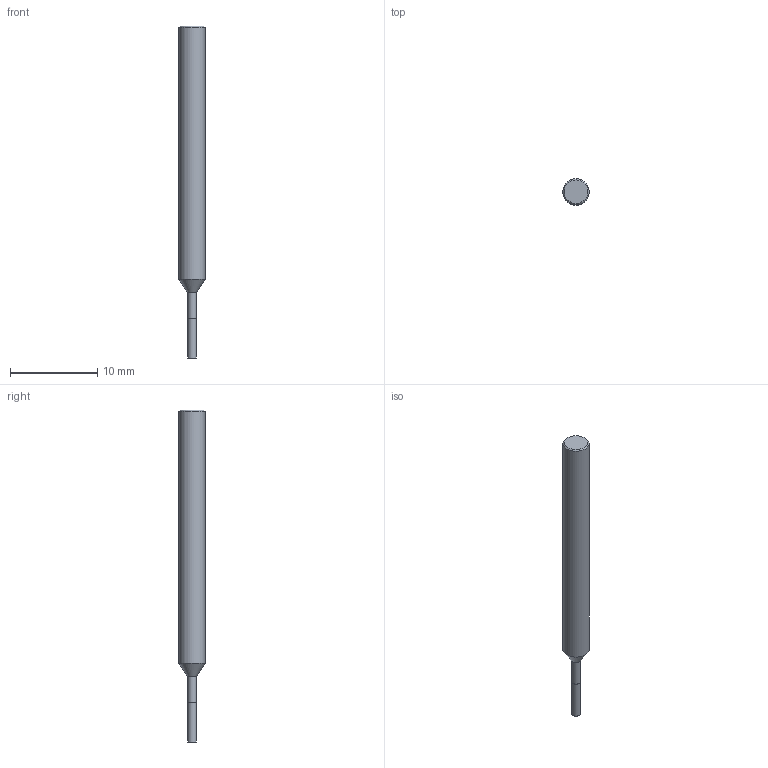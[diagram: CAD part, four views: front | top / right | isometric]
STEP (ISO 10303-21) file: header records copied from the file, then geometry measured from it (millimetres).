
FILE_DESCRIPTION(('STEP'), '1');
FILE_NAME('MOD000000000000000020082250900000.stp', '2019-01-02T12:10:18', (''), (''), 'Express v3.0.0.0', 'Express Tool', 'Unknown');
FILE_SCHEMA(('AUTOMOTIVE_DESIGN'));
Length unit declared in the file: millimetre
Products named in the file (1): product-name
Bounding box: 3 x 3 x 38 mm (x, y, z)
Volume: 215.9 mm3; surface area: 316.8 mm2
Topology: 2 solids, 2 shells, 9 faces, 16 edges, 12 vertices
Faces by surface type: bspline 9
Entity records: 353 total; most frequent: CARTESIAN_POINT 141, DIRECTION 29, ORIENTED_EDGE 24, EDGE_CURVE 12, AXIS2_PLACEMENT_3D 10, ADVANCED_FACE 9, FACE_OUTER_BOUND 9, EDGE_LOOP 9
